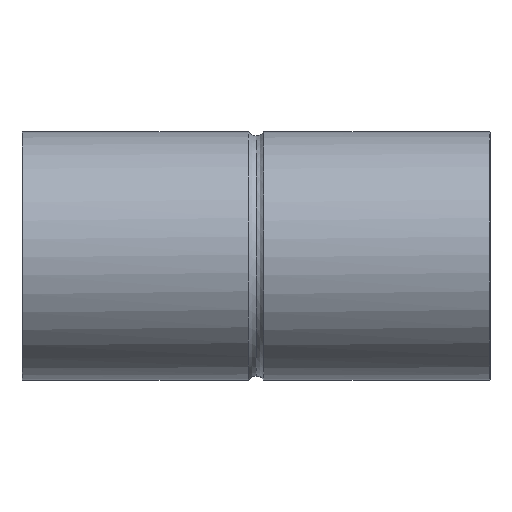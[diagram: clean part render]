
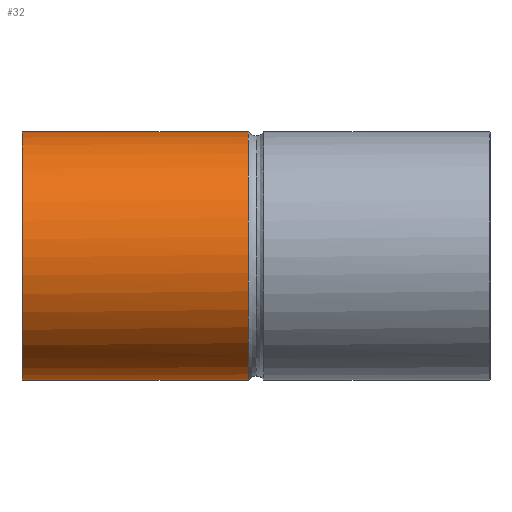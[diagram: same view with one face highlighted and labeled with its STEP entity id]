
A CAD part, front view. The second image highlights one B-rep face of the part: STEP entity #32.
In plain terms, the highlighted free-form (B-spline) face has degree [2, 1] with [9, 2] control points.
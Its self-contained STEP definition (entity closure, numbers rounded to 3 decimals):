
#32=ADVANCED_FACE('',(#58),#350,.T.);
#58=FACE_OUTER_BOUND('',#84,.T.);
#84=EDGE_LOOP('',(#157,#158,#159,#160));
#157=ORIENTED_EDGE('',*,*,#239,.F.);
#158=ORIENTED_EDGE('',*,*,#210,.T.);
#159=ORIENTED_EDGE('',*,*,#240,.F.);
#160=ORIENTED_EDGE('',*,*,#250,.T.);
#210=EDGE_CURVE('',#312,#310,#270,.T.);
#239=EDGE_CURVE('',#312,#320,#259,.T.);
#240=EDGE_CURVE('',#319,#310,#260,.T.);
#250=EDGE_CURVE('',#319,#320,#302,.T.);
#259=B_SPLINE_CURVE_WITH_KNOTS('',1,(#2003,#2004),.UNSPECIFIED.,.F.,.F.,
(2,2),(0.,48.264),.UNSPECIFIED.);
#260=B_SPLINE_CURVE_WITH_KNOTS('',1,(#2005,#2006),.UNSPECIFIED.,.F.,.F.,
(2,2),(-48.264,0.),.UNSPECIFIED.);
#270=(
BOUNDED_CURVE()
B_SPLINE_CURVE(2,(#1896,#1897,#1898,#1899,#1900),.UNSPECIFIED.,.F.,.F.)
B_SPLINE_CURVE_WITH_KNOTS((3,2,3),(0.,41.626,83.252),
 .UNSPECIFIED.)
CURVE()
GEOMETRIC_REPRESENTATION_ITEM()
RATIONAL_B_SPLINE_CURVE((1.,0.707,1.,0.707,1.))
REPRESENTATION_ITEM('')
);
#302=(
BOUNDED_CURVE()
B_SPLINE_CURVE(2,(#2048,#2049,#2050,#2051,#2052),.UNSPECIFIED.,.F.,.F.)
B_SPLINE_CURVE_WITH_KNOTS((3,2,3),(41.469,82.938,124.407),
 .UNSPECIFIED.)
CURVE()
GEOMETRIC_REPRESENTATION_ITEM()
RATIONAL_B_SPLINE_CURVE((1.,0.707,1.,0.707,1.))
REPRESENTATION_ITEM('')
);
#310=VERTEX_POINT('',#1836);
#312=VERTEX_POINT('',#1838);
#319=VERTEX_POINT('',#1845);
#320=VERTEX_POINT('',#1846);
#350=(
BOUNDED_SURFACE()
B_SPLINE_SURFACE(2,1,((#1352,#1353),(#1354,#1355),(#1356,#1357),(#1358,
#1359),(#1360,#1361),(#1362,#1363),(#1364,#1365),(#1366,#1367),(#1368,#1369)),
 .UNSPECIFIED.,.T.,.F.,.F.)
B_SPLINE_SURFACE_WITH_KNOTS((3,2,2,2,3),(2,2),(0.,41.626,83.252,
124.878,166.504),(0.,57.919),.UNSPECIFIED.)
GEOMETRIC_REPRESENTATION_ITEM()
RATIONAL_B_SPLINE_SURFACE(((1.,1.),(0.707,0.707),
(1.,1.),(0.707,0.707),(1.,1.),(0.707,
0.707),(1.,1.),(0.707,0.707),(1.,1.)))
REPRESENTATION_ITEM('')
SURFACE()
);
#1352=CARTESIAN_POINT('',(3.191,26.5,0.));
#1353=CARTESIAN_POINT('',(-54.728,26.5,0.));
#1354=CARTESIAN_POINT('',(3.191,26.5,-26.5));
#1355=CARTESIAN_POINT('',(-54.728,26.5,-26.5));
#1356=CARTESIAN_POINT('',(3.191,0.,-26.5));
#1357=CARTESIAN_POINT('',(-54.728,0.,-26.5));
#1358=CARTESIAN_POINT('',(3.191,-26.5,-26.5));
#1359=CARTESIAN_POINT('',(-54.728,-26.5,-26.5));
#1360=CARTESIAN_POINT('',(3.191,-26.5,0.));
#1361=CARTESIAN_POINT('',(-54.728,-26.5,0.));
#1362=CARTESIAN_POINT('',(3.191,-26.5,26.5));
#1363=CARTESIAN_POINT('',(-54.728,-26.5,26.5));
#1364=CARTESIAN_POINT('',(3.191,0.,26.5));
#1365=CARTESIAN_POINT('',(-54.728,0.,26.5));
#1366=CARTESIAN_POINT('',(3.191,26.5,26.5));
#1367=CARTESIAN_POINT('',(-54.728,26.5,26.5));
#1368=CARTESIAN_POINT('',(3.191,26.5,0.));
#1369=CARTESIAN_POINT('',(-54.728,26.5,0.));
#1836=CARTESIAN_POINT('',(-1.636,0.,26.5));
#1838=CARTESIAN_POINT('',(-1.636,0.,-26.5));
#1845=CARTESIAN_POINT('',(-49.9,0.,26.5));
#1846=CARTESIAN_POINT('',(-49.9,0.,-26.5));
#1896=CARTESIAN_POINT('',(-1.636,0.,-26.5));
#1897=CARTESIAN_POINT('',(-1.636,-26.5,-26.5));
#1898=CARTESIAN_POINT('',(-1.636,-26.5,0.));
#1899=CARTESIAN_POINT('',(-1.636,-26.5,26.5));
#1900=CARTESIAN_POINT('',(-1.636,0.,26.5));
#2003=CARTESIAN_POINT('',(-1.636,0.,-26.5));
#2004=CARTESIAN_POINT('',(-49.9,0.,-26.5));
#2005=CARTESIAN_POINT('',(-49.9,0.,26.5));
#2006=CARTESIAN_POINT('',(-1.636,0.,26.5));
#2048=CARTESIAN_POINT('',(-49.9,0.,26.5));
#2049=CARTESIAN_POINT('',(-49.9,-26.5,26.5));
#2050=CARTESIAN_POINT('',(-49.9,-26.5,0.));
#2051=CARTESIAN_POINT('',(-49.9,-26.5,-26.5));
#2052=CARTESIAN_POINT('',(-49.9,0.,-26.5));
